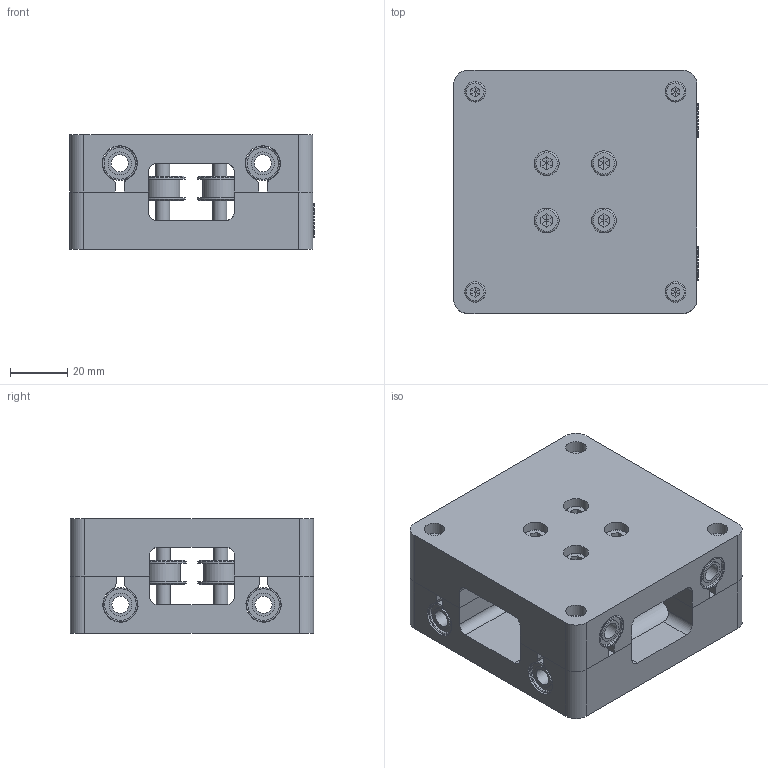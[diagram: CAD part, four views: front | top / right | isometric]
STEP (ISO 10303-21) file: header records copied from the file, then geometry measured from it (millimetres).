
FILE_DESCRIPTION(/* description */ (''),/* implementation_level */ '2;1');
FILE_NAME(/* name */ '19df3868-a43e-46b6-82e1-c16f50742c3f.stp',/* time_stamp */ '2025-08-11T20:12:27Z',/* author */ (''),/* organization */ (''),/* preprocessor_version */ 'ST-DEVELOPER v20.1',/* originating_system */ 'Autodesk Translation Framework v14.10.0.0',/* authorisation */ '');
FILE_SCHEMA (('AUTOMOTIVE_DESIGN { 1 0 10303 214 3 1 1 }'));
Length unit declared in the file: millimetre
Products named in the file (7): central final; TOP ; BOTTOM; Bear; DIN EN ISO 4762 - M5 x 30 Steel 4.6 Plain; DIN EN ISO 4762 - M4 x 30 Steel 4.6 Plain; GT2 idler pulley (5 mm bore) v1
Assembly tree (22 placements, depth 2):
  central final
    TOP 
    BOTTOM
    Bear  x8
    DIN EN ISO 4762 - M5 x 30 Steel 4.6 Plain  x4
    DIN EN ISO 4762 - M4 x 30 Steel 4.6 Plain  x4
    GT2 idler pulley (5 mm bore) v1  x4
Bounding box: 85.5 x 85 x 40 mm (x, y, z)
Volume: 180648.5 mm3; surface area: 75776.3 mm2
Topology: 22 solids, 22 shells, 620 faces, 1288 edges, 824 vertices
Faces by surface type: plane 368, cylinder 204, torus 24, cone 24
Full cylindrical faces by diameter (mm): 3.908 x4, 4.2 x8, 4.901 x4, 5 x4, 5.2 x8, 6 x16, 7 x4, 7.2 x4, 8 x16, 8.1 x8, 8.5 x4, 8.7 x4, 9.1 x8, 11 x16, 11.5 x16, 12 x28, 15.9 x8
Entity records: 9135 total; most frequent: CARTESIAN_POINT 1592, DIRECTION 1574, ORIENTED_EDGE 1436, EDGE_CURVE 718, AXIS2_PLACEMENT_3D 540, LINE 494, VECTOR 494, VERTEX_POINT 470
